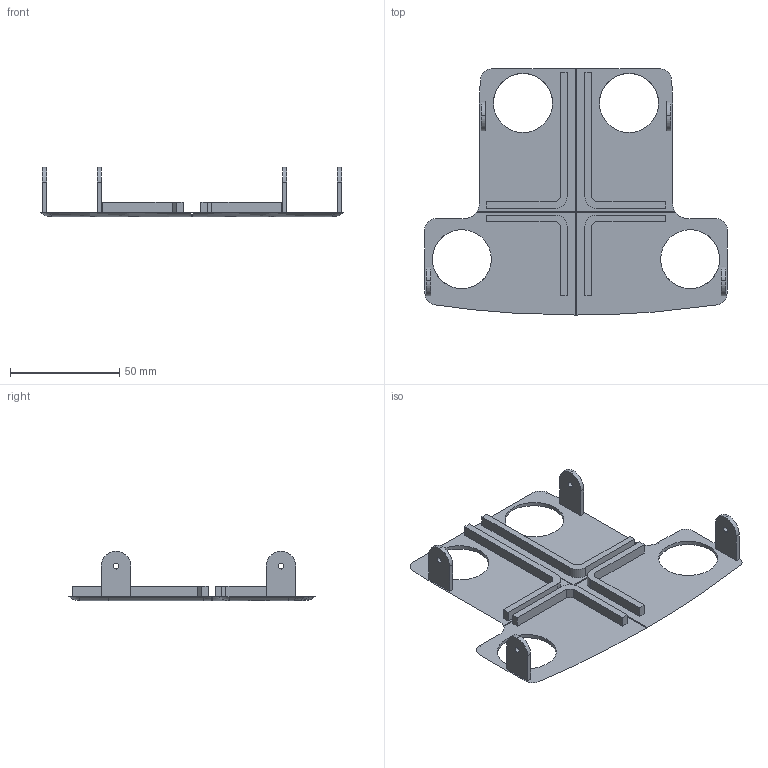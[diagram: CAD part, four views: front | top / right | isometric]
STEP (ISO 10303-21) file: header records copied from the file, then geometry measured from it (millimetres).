
FILE_DESCRIPTION (( 'STEP AP214' ), '1' );
FILE_NAME ('KneeSide.STEP', '2018-05-15T12:56:17', ( '' ), ( '' ), 'SwSTEP 2.0', 'SolidWorks 2016', '' );
FILE_SCHEMA (( 'AUTOMOTIVE_DESIGN' ));
Length unit declared in the file: millimetre
Products named in the file (2): KneeSide
Bounding box: 138.61 x 112.62 x 22.6 mm (x, y, z)
Volume: 22622.9 mm3; surface area: 26218.6 mm2
Topology: 4 solids, 4 shells, 118 faces, 310 edges, 204 vertices
Faces by surface type: plane 66, cylinder 36, torus 8, sphere 6, bspline 2
Entity records: 5142 total; most frequent: CARTESIAN_POINT 844, DIRECTION 634, ORIENTED_EDGE 620, EDGE_CURVE 310, AXIS2_PLACEMENT_3D 222, VERTEX_POINT 204, VECTOR 190, LINE 190
